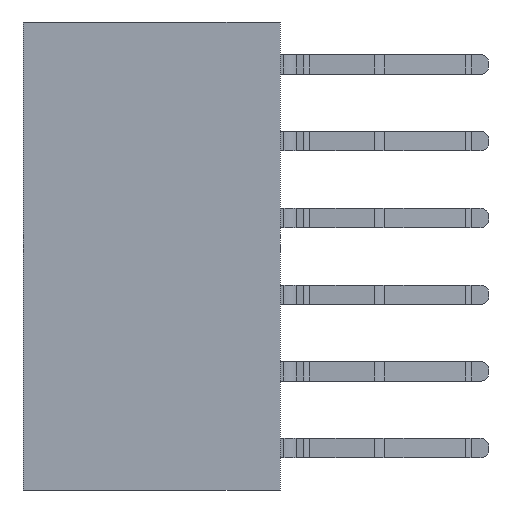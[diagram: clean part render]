
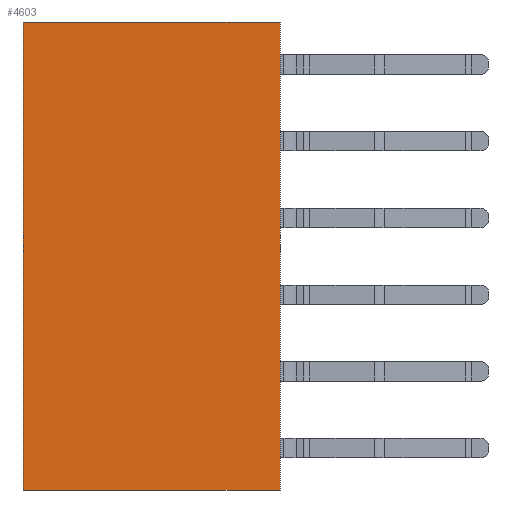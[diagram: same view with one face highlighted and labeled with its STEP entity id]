
A CAD part, left-side view. The second image highlights one B-rep face of the part: STEP entity #4603.
In plain terms, the highlighted planar face has unit normal (-1, 0, 0).
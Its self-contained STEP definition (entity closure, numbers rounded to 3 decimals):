
#19=DIRECTION('',(0.,0.,1.));
#20=VECTOR('',#19,15.49);
#21=CARTESIAN_POINT('',(-2.5,4.25,-1.395));
#22=LINE('',#21,#20);
#27=DIRECTION('',(0.,-1.,0.));
#28=VECTOR('',#27,8.5);
#29=CARTESIAN_POINT('',(-2.5,4.25,-1.395));
#30=LINE('',#29,#28);
#524=DIRECTION('',(0.,0.,1.));
#525=VECTOR('',#524,15.49);
#526=CARTESIAN_POINT('',(-2.5,-4.25,-1.395));
#527=LINE('',#526,#525);
#552=DIRECTION('',(0.,-1.,0.));
#553=VECTOR('',#552,8.5);
#554=CARTESIAN_POINT('',(-2.5,4.25,14.095));
#555=LINE('',#554,#553);
#3949=CARTESIAN_POINT('',(-2.5,4.25,-1.395));
#3951=VERTEX_POINT('',#3949);
#3952=CARTESIAN_POINT('',(-2.5,4.25,14.095));
#3954=VERTEX_POINT('',#3952);
#3958=CARTESIAN_POINT('',(-2.5,-4.25,-1.395));
#3959=VERTEX_POINT('',#3958);
#3960=CARTESIAN_POINT('',(-2.5,-4.25,14.095));
#3961=VERTEX_POINT('',#3960);
#4588=CARTESIAN_POINT('',(-2.5,0.,0.));
#4589=DIRECTION('',(1.,0.,0.));
#4590=DIRECTION('',(0.,0.,-1.));
#4591=AXIS2_PLACEMENT_3D('',#4588,#4589,#4590);
#4592=PLANE('',#4591);
#4594=ORIENTED_EDGE('',*,*,#4593,.T.);
#4596=ORIENTED_EDGE('',*,*,#4595,.T.);
#4598=ORIENTED_EDGE('',*,*,#4597,.F.);
#4600=ORIENTED_EDGE('',*,*,#4599,.F.);
#4601=EDGE_LOOP('',(#4594,#4596,#4598,#4600));
#4602=FACE_OUTER_BOUND('',#4601,.F.);
#4603=ADVANCED_FACE('',(#4602),#4592,.F.);
#4593=EDGE_CURVE('',#3951,#3954,#22,.T.);
#4595=EDGE_CURVE('',#3954,#3961,#555,.T.);
#4597=EDGE_CURVE('',#3959,#3961,#527,.T.);
#4599=EDGE_CURVE('',#3951,#3959,#30,.T.);
